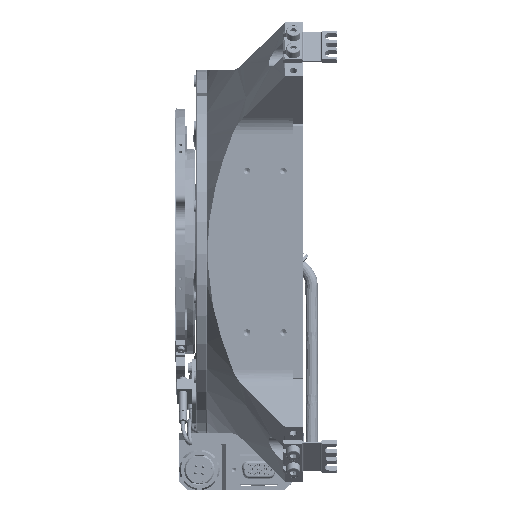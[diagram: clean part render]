
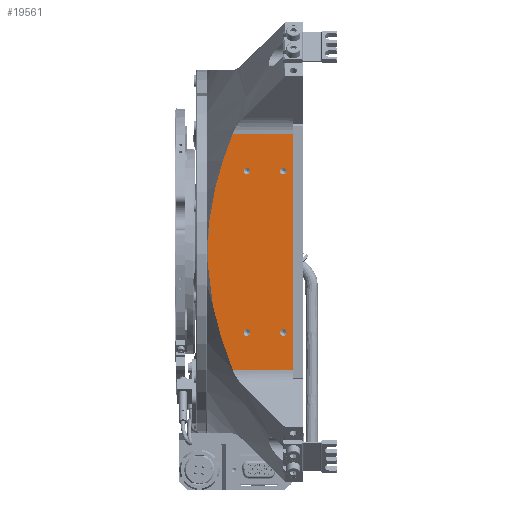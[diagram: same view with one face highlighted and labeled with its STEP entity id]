
A CAD part, left-side view. The second image highlights one B-rep face of the part: STEP entity #19561.
In plain terms, the highlighted planar face has unit normal (-1, 0, 0).
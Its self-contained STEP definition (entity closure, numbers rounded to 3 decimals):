
#7316=DIRECTION('',(0.,0.,-1.));
#7317=VECTOR('',#7316,117.147);
#7318=CARTESIAN_POINT('',(-90.,5.,58.574));
#7319=LINE('',#7318,#7317);
#7323=DIRECTION('',(0.,-1.,0.));
#7324=VECTOR('',#7323,30.008);
#7325=CARTESIAN_POINT('',(-90.,35.008,-58.574));
#7326=LINE('',#7325,#7324);
#7330=CARTESIAN_POINT('',(-90.,35.008,-58.574));
#7331=CARTESIAN_POINT('',(-90.,35.929,-56.251));
#7332=CARTESIAN_POINT('',(-90.,37.655,-51.699));
#7333=CARTESIAN_POINT('',(-90.,39.894,-45.196));
#7334=CARTESIAN_POINT('',(-90.,41.832,-38.895));
#7335=CARTESIAN_POINT('',(-90.,43.484,-32.749));
#7336=CARTESIAN_POINT('',(-90.,44.861,-26.706));
#7337=CARTESIAN_POINT('',(-90.,45.969,-20.728));
#7338=CARTESIAN_POINT('',(-90.,46.805,-14.788));
#7339=CARTESIAN_POINT('',(-90.,47.367,-8.867));
#7340=CARTESIAN_POINT('',(-90.,47.649,-2.953));
#7341=CARTESIAN_POINT('',(-90.,47.648,2.958));
#7342=CARTESIAN_POINT('',(-90.,47.366,8.872));
#7343=CARTESIAN_POINT('',(-90.,46.805,14.793));
#7344=CARTESIAN_POINT('',(-90.,45.968,20.733));
#7345=CARTESIAN_POINT('',(-90.,44.861,26.71));
#7346=CARTESIAN_POINT('',(-90.,43.483,32.752));
#7347=CARTESIAN_POINT('',(-90.,41.831,38.897));
#7348=CARTESIAN_POINT('',(-90.,39.894,45.197));
#7349=CARTESIAN_POINT('',(-90.,37.655,51.699));
#7350=CARTESIAN_POINT('',(-90.,35.929,56.251));
#7351=CARTESIAN_POINT('',(-90.,35.008,58.574));
#7356=DIRECTION('',(0.,-1.,0.));
#7357=VECTOR('',#7356,30.008);
#7358=CARTESIAN_POINT('',(-90.,35.008,58.574));
#7359=LINE('',#7358,#7357);
#7363=CARTESIAN_POINT('',(-90.,10.,40.));
#7364=DIRECTION('',(-1.,0.,0.));
#7365=DIRECTION('',(0.,1.,0.));
#7366=AXIS2_PLACEMENT_3D('',#7363,#7364,#7365);
#7371=CARTESIAN_POINT('',(-90.,10.,40.));
#7372=DIRECTION('',(-1.,0.,0.));
#7373=DIRECTION('',(0.,-1.,0.));
#7374=AXIS2_PLACEMENT_3D('',#7371,#7372,#7373);
#7379=CARTESIAN_POINT('',(-90.,28.,40.));
#7380=DIRECTION('',(-1.,0.,0.));
#7381=DIRECTION('',(0.,1.,0.));
#7382=AXIS2_PLACEMENT_3D('',#7379,#7380,#7381);
#7387=CARTESIAN_POINT('',(-90.,28.,40.));
#7388=DIRECTION('',(-1.,0.,0.));
#7389=DIRECTION('',(0.,-1.,0.));
#7390=AXIS2_PLACEMENT_3D('',#7387,#7388,#7389);
#7395=CARTESIAN_POINT('',(-90.,10.,-40.));
#7396=DIRECTION('',(-1.,0.,0.));
#7397=DIRECTION('',(0.,1.,0.));
#7398=AXIS2_PLACEMENT_3D('',#7395,#7396,#7397);
#7403=CARTESIAN_POINT('',(-90.,10.,-40.));
#7404=DIRECTION('',(-1.,0.,0.));
#7405=DIRECTION('',(0.,-1.,0.));
#7406=AXIS2_PLACEMENT_3D('',#7403,#7404,#7405);
#7411=CARTESIAN_POINT('',(-90.,28.,-40.));
#7412=DIRECTION('',(-1.,0.,0.));
#7413=DIRECTION('',(0.,1.,0.));
#7414=AXIS2_PLACEMENT_3D('',#7411,#7412,#7413);
#7419=CARTESIAN_POINT('',(-90.,28.,-40.));
#7420=DIRECTION('',(-1.,0.,0.));
#7421=DIRECTION('',(0.,-1.,0.));
#7422=AXIS2_PLACEMENT_3D('',#7419,#7420,#7421);
#12378=VERTEX_POINT('',#7330);
#12379=VERTEX_POINT('',#7351);
#12433=CARTESIAN_POINT('',(-90.,5.,58.574));
#12434=CARTESIAN_POINT('',(-90.,5.,-58.574));
#12435=VERTEX_POINT('',#12433);
#12436=VERTEX_POINT('',#12434);
#13744=CARTESIAN_POINT('',(-90.,11.65,40.));
#13745=CARTESIAN_POINT('',(-90.,8.35,40.));
#13746=VERTEX_POINT('',#13744);
#13747=VERTEX_POINT('',#13745);
#13764=CARTESIAN_POINT('',(-90.,29.65,40.));
#13765=CARTESIAN_POINT('',(-90.,26.35,40.));
#13766=VERTEX_POINT('',#13764);
#13767=VERTEX_POINT('',#13765);
#13774=CARTESIAN_POINT('',(-90.,11.65,-40.));
#13775=CARTESIAN_POINT('',(-90.,8.35,-40.));
#13776=VERTEX_POINT('',#13774);
#13777=VERTEX_POINT('',#13775);
#13784=CARTESIAN_POINT('',(-90.,29.65,-40.));
#13785=CARTESIAN_POINT('',(-90.,26.35,-40.));
#13786=VERTEX_POINT('',#13784);
#13787=VERTEX_POINT('',#13785);
#19525=CARTESIAN_POINT('',(-90.,48.,63.13));
#19526=DIRECTION('',(1.,0.,0.));
#19527=DIRECTION('',(0.,0.,-1.));
#19528=AXIS2_PLACEMENT_3D('',#19525,#19526,#19527);
#19529=PLANE('',#19528);
#19530=ORIENTED_EDGE('',*,*,#14738,.T.);
#19532=ORIENTED_EDGE('',*,*,#19531,.F.);
#19533=ORIENTED_EDGE('',*,*,#14211,.T.);
#19534=ORIENTED_EDGE('',*,*,#19518,.T.);
#19535=EDGE_LOOP('',(#19530,#19532,#19533,#19534));
#19536=FACE_OUTER_BOUND('',#19535,.F.);
#19538=ORIENTED_EDGE('',*,*,#19537,.T.);
#19540=ORIENTED_EDGE('',*,*,#19539,.T.);
#19541=EDGE_LOOP('',(#19538,#19540));
#19542=FACE_BOUND('',#19541,.F.);
#19544=ORIENTED_EDGE('',*,*,#19543,.T.);
#19546=ORIENTED_EDGE('',*,*,#19545,.T.);
#19547=EDGE_LOOP('',(#19544,#19546));
#19548=FACE_BOUND('',#19547,.F.);
#19550=ORIENTED_EDGE('',*,*,#19549,.T.);
#19552=ORIENTED_EDGE('',*,*,#19551,.T.);
#19553=EDGE_LOOP('',(#19550,#19552));
#19554=FACE_BOUND('',#19553,.F.);
#19556=ORIENTED_EDGE('',*,*,#19555,.T.);
#19558=ORIENTED_EDGE('',*,*,#19557,.T.);
#19559=EDGE_LOOP('',(#19556,#19558));
#19560=FACE_BOUND('',#19559,.F.);
#7352=B_SPLINE_CURVE_WITH_KNOTS('',3,(#7330,#7331,#7332,#7333,#7334,#7335,#7336,
#7337,#7338,#7339,#7340,#7341,#7342,#7343,#7344,#7345,#7346,#7347,#7348,#7349,
#7350,#7351),.UNSPECIFIED.,.F.,.F.,(4,1,1,1,1,1,1,1,1,1,1,1,1,1,1,1,1,1,1,4),(
0.,0.053,0.105,0.158,0.211,
0.263,0.316,0.368,0.421,
0.474,0.526,0.579,0.632,
0.684,0.737,0.789,0.842,
0.895,0.947,1.),.UNSPECIFIED.);
#7367=CIRCLE('',#7366,1.65);
#7375=CIRCLE('',#7374,1.65);
#7383=CIRCLE('',#7382,1.65);
#7391=CIRCLE('',#7390,1.65);
#7399=CIRCLE('',#7398,1.65);
#7407=CIRCLE('',#7406,1.65);
#7415=CIRCLE('',#7414,1.65);
#7423=CIRCLE('',#7422,1.65);
#14211=EDGE_CURVE('',#12378,#12379,#7352,.T.);
#14738=EDGE_CURVE('',#12435,#12436,#7319,.T.);
#19518=EDGE_CURVE('',#12379,#12435,#7359,.T.);
#19531=EDGE_CURVE('',#12378,#12436,#7326,.T.);
#19537=EDGE_CURVE('',#13746,#13747,#7367,.T.);
#19539=EDGE_CURVE('',#13747,#13746,#7375,.T.);
#19543=EDGE_CURVE('',#13766,#13767,#7383,.T.);
#19545=EDGE_CURVE('',#13767,#13766,#7391,.T.);
#19549=EDGE_CURVE('',#13776,#13777,#7399,.T.);
#19551=EDGE_CURVE('',#13777,#13776,#7407,.T.);
#19555=EDGE_CURVE('',#13786,#13787,#7415,.T.);
#19557=EDGE_CURVE('',#13787,#13786,#7423,.T.);
#19561=ADVANCED_FACE('',(#19536,#19542,#19548,#19554,#19560),#19529,.F.);
